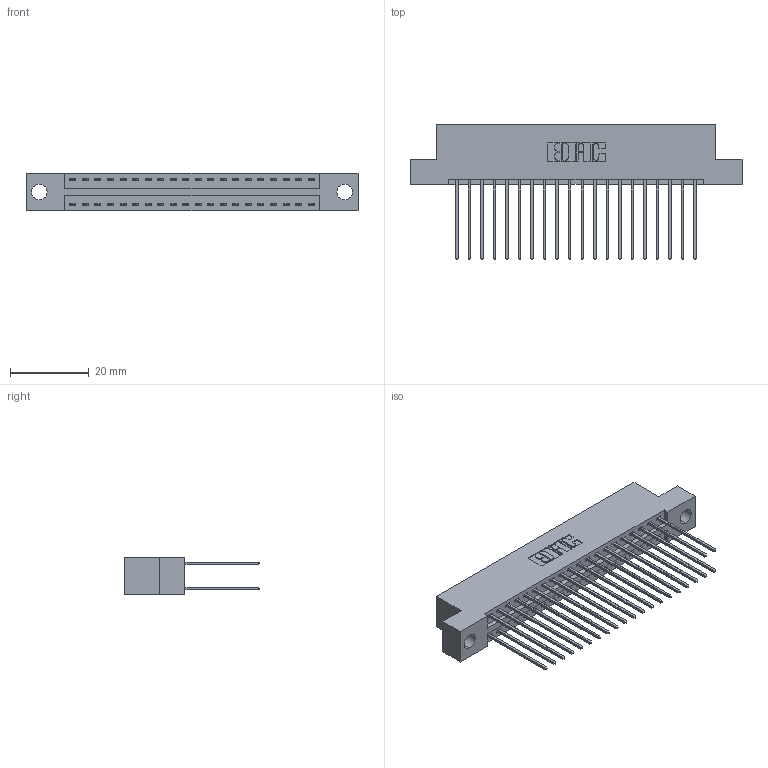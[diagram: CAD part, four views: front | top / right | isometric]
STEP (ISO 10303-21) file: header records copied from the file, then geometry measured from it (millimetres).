
FILE_DESCRIPTION (( 'STEP AP203' ), '1' );
FILE_NAME ('396-040-541-204.STEP', '2019-10-30T08:53:06', ( '' ), ( '' ), 'SwSTEP 2.0', 'SolidWorks 2016', '' );
FILE_SCHEMA (( 'CONFIG_CONTROL_DESIGN' ));
Length unit declared in the file: inch
Products named in the file (3): 396-040-541-204; 345-292-001_345-293-141; 346 Part_Flush Mounting Lugs - 0.156 Dia-TH
Assembly tree (41 placements, depth 2):
  396-040-541-204
    346 Part_Flush Mounting Lugs - 0.156 Dia-TH
    345-292-001_345-293-141  x40
Bounding box: 84.07 x 34.29 x 9.4 mm (x, y, z)
Volume: 8169 mm3; surface area: 11797 mm2
Topology: 41 solids, 41 shells, 2202 faces, 6529 edges, 4298 vertices
Faces by surface type: plane 1476, cylinder 726
Entity records: 16035 total; most frequent: CARTESIAN_POINT 2672, ORIENTED_EDGE 2606, DIRECTION 2407, EDGE_CURVE 1303, LINE 1091, VECTOR 1091, VERTEX_POINT 866, AXIS2_PLACEMENT_3D 658
